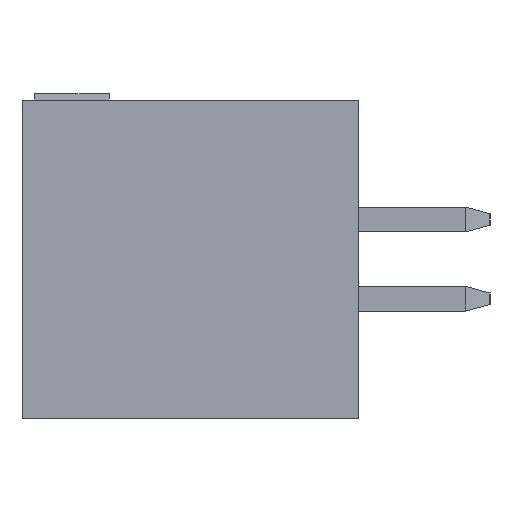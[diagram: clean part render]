
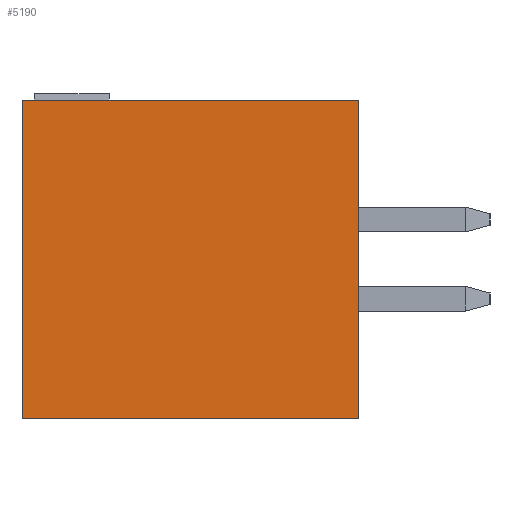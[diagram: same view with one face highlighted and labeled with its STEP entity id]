
A CAD part, left-side view. The second image highlights one B-rep face of the part: STEP entity #5190.
In plain terms, the highlighted planar face has unit normal (-1, 0, 0).
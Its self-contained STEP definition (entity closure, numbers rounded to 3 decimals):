
#2144 = LINE ( 'NONE', #20654, #26115 ) ;
#3931 = CARTESIAN_POINT ( 'NONE',  ( -22.2, 5.4, 2.55 ) ) ;
#4106 = EDGE_CURVE ( 'NONE', #22991, #13053, #2144, .T. ) ;
#5190 = ADVANCED_FACE ( 'NONE', ( #36513 ), #29532, .F. ) ;
#6904 = EDGE_CURVE ( 'NONE', #21211, #13053, #8881, .T. ) ;
#8001 = AXIS2_PLACEMENT_3D ( 'NONE', #10783, #13578, #47727 ) ;
#8881 = LINE ( 'NONE', #34644, #16959 ) ;
#10783 = CARTESIAN_POINT ( 'NONE',  ( -22.2, 5.4, 2.55 ) ) ;
#12616 = ORIENTED_EDGE ( 'NONE', *, *, #49200, .F. ) ;
#12774 = CARTESIAN_POINT ( 'NONE',  ( -22.2, 5.4, -2.55 ) ) ;
#13053 = VERTEX_POINT ( 'NONE', #44690 ) ;
#13578 = DIRECTION ( 'NONE',  ( 1., 0., 0. ) ) ;
#16328 = LINE ( 'NONE', #12774, #37803 ) ;
#16959 = VECTOR ( 'NONE', #31876, 1000. ) ;
#18941 = CARTESIAN_POINT ( 'NONE',  ( -22.2, 0., -2.55 ) ) ;
#20654 = CARTESIAN_POINT ( 'NONE',  ( -22.2, 0., 2.55 ) ) ;
#21211 = VERTEX_POINT ( 'NONE', #3931 ) ;
#21431 = ORIENTED_EDGE ( 'NONE', *, *, #37259, .T. ) ;
#22991 = VERTEX_POINT ( 'NONE', #18941 ) ;
#26025 = LINE ( 'NONE', #37923, #38160 ) ;
#26115 = VECTOR ( 'NONE', #32384, 1000. ) ;
#26980 = DIRECTION ( 'NONE',  ( 0., 0., 1. ) ) ;
#27854 = EDGE_LOOP ( 'NONE', ( #32153, #49119, #12616, #21431 ) ) ;
#29532 = PLANE ( 'NONE',  #8001 ) ;
#31876 = DIRECTION ( 'NONE',  ( 0., -1., 0. ) ) ;
#32153 = ORIENTED_EDGE ( 'NONE', *, *, #4106, .T. ) ;
#32384 = DIRECTION ( 'NONE',  ( 0., 0., 1. ) ) ;
#32549 = VERTEX_POINT ( 'NONE', #34911 ) ;
#34644 = CARTESIAN_POINT ( 'NONE',  ( -22.2, 5.4, 2.55 ) ) ;
#34911 = CARTESIAN_POINT ( 'NONE',  ( -22.2, 5.4, -2.55 ) ) ;
#36513 = FACE_OUTER_BOUND ( 'NONE', #27854, .T. ) ;
#37259 = EDGE_CURVE ( 'NONE', #32549, #22991, #16328, .T. ) ;
#37803 = VECTOR ( 'NONE', #38734, 1000. ) ;
#37923 = CARTESIAN_POINT ( 'NONE',  ( -22.2, 5.4, 2.55 ) ) ;
#38160 = VECTOR ( 'NONE', #26980, 1000. ) ;
#38734 = DIRECTION ( 'NONE',  ( 0., -1., 0. ) ) ;
#44690 = CARTESIAN_POINT ( 'NONE',  ( -22.2, 0., 2.55 ) ) ;
#47727 = DIRECTION ( 'NONE',  ( 0., 0., -1. ) ) ;
#49119 = ORIENTED_EDGE ( 'NONE', *, *, #6904, .F. ) ;
#49200 = EDGE_CURVE ( 'NONE', #32549, #21211, #26025, .T. ) ;
